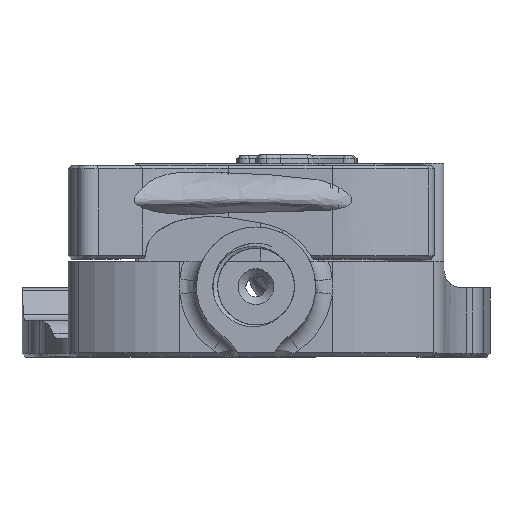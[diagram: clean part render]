
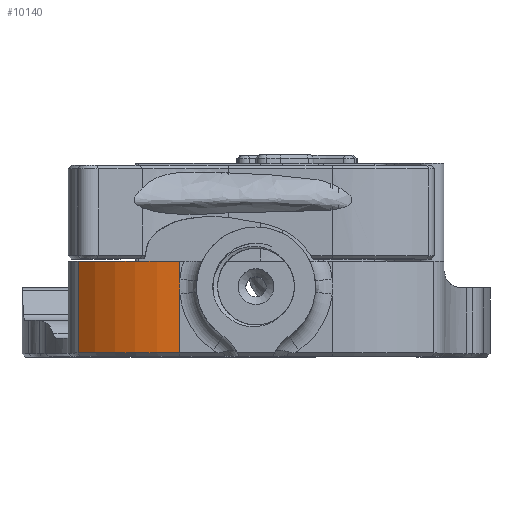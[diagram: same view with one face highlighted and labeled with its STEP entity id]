
A CAD part, top view. The second image highlights one B-rep face of the part: STEP entity #10140.
In plain terms, the highlighted cylindrical face has radius 17 mm (diameter 34 mm), a partial arc.
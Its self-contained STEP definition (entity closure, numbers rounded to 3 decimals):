
#158=ELLIPSE('',#10914,7.798,6.036);
#445=CYLINDRICAL_SURFACE('',#10920,17.);
#855=LINE('',#22797,#1655);
#856=LINE('',#22801,#1656);
#857=LINE('',#22803,#1657);
#1655=VECTOR('',#12542,17.);
#1656=VECTOR('',#12545,17.);
#1657=VECTOR('',#12548,17.);
#2632=FACE_OUTER_BOUND('',#3269,.T.);
#3269=EDGE_LOOP('',(#7583,#7584,#7585,#7586,#7587,#7588));
#3903=CIRCLE('',#10921,17.);
#3904=CIRCLE('',#10922,17.);
#4661=VERTEX_POINT('',#22747);
#4663=VERTEX_POINT('',#22772);
#4666=VERTEX_POINT('',#22792);
#4667=VERTEX_POINT('',#22796);
#4668=VERTEX_POINT('',#22798);
#4669=VERTEX_POINT('',#22800);
#5732=EDGE_CURVE('',#4663,#4661,#158,.T.);
#5739=EDGE_CURVE('',#4667,#4663,#855,.T.);
#5740=EDGE_CURVE('',#4668,#4667,#3903,.T.);
#5741=EDGE_CURVE('',#4668,#4669,#856,.T.);
#5742=EDGE_CURVE('',#4666,#4669,#3904,.T.);
#5743=EDGE_CURVE('',#4661,#4666,#857,.T.);
#7583=ORIENTED_EDGE('',*,*,#5732,.F.);
#7584=ORIENTED_EDGE('',*,*,#5739,.F.);
#7585=ORIENTED_EDGE('',*,*,#5740,.F.);
#7586=ORIENTED_EDGE('',*,*,#5741,.T.);
#7587=ORIENTED_EDGE('',*,*,#5742,.F.);
#7588=ORIENTED_EDGE('',*,*,#5743,.F.);
#10140=ADVANCED_FACE('',(#2632),#445,.T.);
#10914=AXIS2_PLACEMENT_3D('',#22774,#12526,#12527);
#10920=AXIS2_PLACEMENT_3D('',#22795,#12540,#12541);
#10921=AXIS2_PLACEMENT_3D('',#22799,#12543,#12544);
#10922=AXIS2_PLACEMENT_3D('',#22802,#12546,#12547);
#12526=DIRECTION('center_axis',(0.,0.,-1.));
#12527=DIRECTION('ref_axis',(1.,0.,0.));
#12540=DIRECTION('center_axis',(-1.,0.,0.));
#12541=DIRECTION('ref_axis',(0.,0.,
-1.));
#12542=DIRECTION('',(1.,0.,0.));
#12543=DIRECTION('center_axis',(-1.,0.,0.));
#12544=DIRECTION('ref_axis',(0.,0.,
-1.));
#12545=DIRECTION('',(1.,0.,0.));
#12546=DIRECTION('center_axis',(1.,0.,0.));
#12547=DIRECTION('ref_axis',(0.,0.,
-1.));
#12548=DIRECTION('',(1.,0.,0.));
#22747=CARTESIAN_POINT('',(0.86,8.959,-118.754));
#22772=CARTESIAN_POINT('',(-0.86,8.959,-118.754));
#22774=CARTESIAN_POINT('Origin',(0.,2.96,-118.754));
#22792=CARTESIAN_POINT('',(7.8,8.959,-118.754));
#22795=CARTESIAN_POINT('Origin',(-21.8,8.959,-101.754));
#22796=CARTESIAN_POINT('',(-3.,8.959,-118.754));
#22797=CARTESIAN_POINT('',(-21.8,8.959,-118.754));
#22798=CARTESIAN_POINT('',(-3.,20.913,-113.841));
#22799=CARTESIAN_POINT('Origin',(-3.,8.959,-101.754));
#22800=CARTESIAN_POINT('',(7.8,20.913,-113.841));
#22801=CARTESIAN_POINT('',(-21.8,20.913,-113.841));
#22802=CARTESIAN_POINT('Origin',(7.8,8.959,-101.754));
#22803=CARTESIAN_POINT('',(-21.8,8.959,-118.754));
